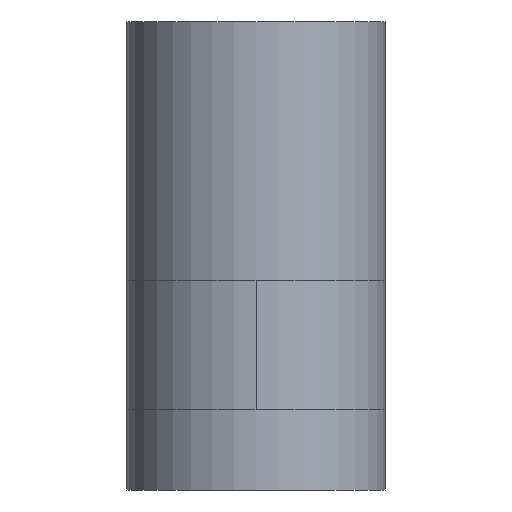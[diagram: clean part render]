
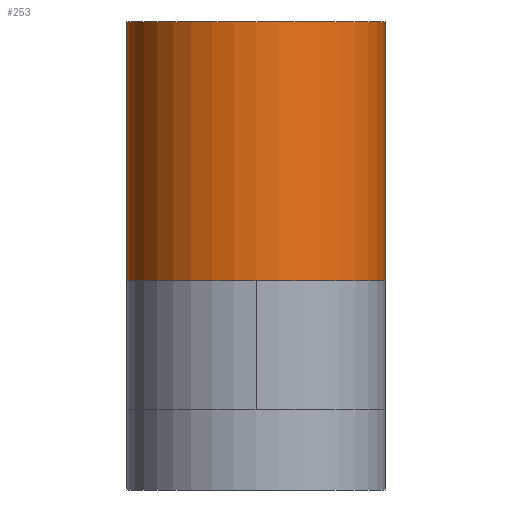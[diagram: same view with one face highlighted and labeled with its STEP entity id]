
A CAD part, left-side view. The second image highlights one B-rep face of the part: STEP entity #253.
In plain terms, the highlighted cylindrical face has radius 5 mm (diameter 10 mm), a full revolution.
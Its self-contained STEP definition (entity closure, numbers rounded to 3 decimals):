
#31=FACE_OUTER_BOUND('',#48,.T.);
#48=EDGE_LOOP('',(#194,#195,#196,#197,#198,#199,#200));
#71=LINE('',#442,#87);
#87=VECTOR('',#354,5.);
#97=CIRCLE('',#284,5.);
#98=CIRCLE('',#285,5.);
#101=CIRCLE('',#292,5.);
#102=CIRCLE('',#293,5.);
#103=CIRCLE('',#294,5.);
#118=VERTEX_POINT('',#418);
#119=VERTEX_POINT('',#420);
#120=VERTEX_POINT('',#422);
#125=VERTEX_POINT('',#440);
#126=VERTEX_POINT('',#443);
#141=EDGE_CURVE('',#118,#119,#97,.T.);
#142=EDGE_CURVE('',#119,#120,#98,.T.);
#151=EDGE_CURVE('',#125,#125,#101,.T.);
#152=EDGE_CURVE('',#125,#119,#71,.T.);
#153=EDGE_CURVE('',#126,#118,#102,.T.);
#154=EDGE_CURVE('',#120,#126,#103,.T.);
#194=ORIENTED_EDGE('',*,*,#151,.F.);
#195=ORIENTED_EDGE('',*,*,#152,.T.);
#196=ORIENTED_EDGE('',*,*,#141,.F.);
#197=ORIENTED_EDGE('',*,*,#153,.F.);
#198=ORIENTED_EDGE('',*,*,#154,.F.);
#199=ORIENTED_EDGE('',*,*,#142,.F.);
#200=ORIENTED_EDGE('',*,*,#152,.F.);
#242=CYLINDRICAL_SURFACE('',#291,5.);
#253=ADVANCED_FACE('',(#31),#242,.T.);
#284=AXIS2_PLACEMENT_3D('',#421,#330,#331);
#285=AXIS2_PLACEMENT_3D('',#423,#332,#333);
#291=AXIS2_PLACEMENT_3D('',#439,#350,#351);
#292=AXIS2_PLACEMENT_3D('',#441,#352,#353);
#293=AXIS2_PLACEMENT_3D('',#444,#355,#356);
#294=AXIS2_PLACEMENT_3D('',#445,#357,#358);
#330=DIRECTION('center_axis',(0.,0.,-1.));
#331=DIRECTION('ref_axis',(-1.,0.,0.));
#332=DIRECTION('center_axis',(0.,0.,-1.));
#333=DIRECTION('ref_axis',(-1.,0.,0.));
#350=DIRECTION('center_axis',(0.,0.,1.));
#351=DIRECTION('ref_axis',(-1.,0.,0.));
#352=DIRECTION('center_axis',(0.,0.,1.));
#353=DIRECTION('ref_axis',(-1.,0.,0.));
#354=DIRECTION('',(0.,0.,-1.));
#355=DIRECTION('center_axis',(0.,0.,-1.));
#356=DIRECTION('ref_axis',(-0.707,0.707,0.));
#357=DIRECTION('center_axis',(0.,0.,-1.));
#358=DIRECTION('ref_axis',(-0.707,-0.707,0.));
#418=CARTESIAN_POINT('',(-20.,5.,5.));
#420=CARTESIAN_POINT('',(-15.,0.,5.));
#421=CARTESIAN_POINT('Origin',(-20.,0.,5.));
#422=CARTESIAN_POINT('',(-20.,-5.,5.));
#423=CARTESIAN_POINT('Origin',(-20.,0.,5.));
#439=CARTESIAN_POINT('Origin',(-20.,0.,5.));
#440=CARTESIAN_POINT('',(-15.,0.,15.));
#441=CARTESIAN_POINT('Origin',(-20.,0.,15.));
#442=CARTESIAN_POINT('',(-15.,0.,5.));
#443=CARTESIAN_POINT('',(-25.,0.,5.));
#444=CARTESIAN_POINT('Origin',(-20.,0.,5.));
#445=CARTESIAN_POINT('Origin',(-20.,0.,5.));
